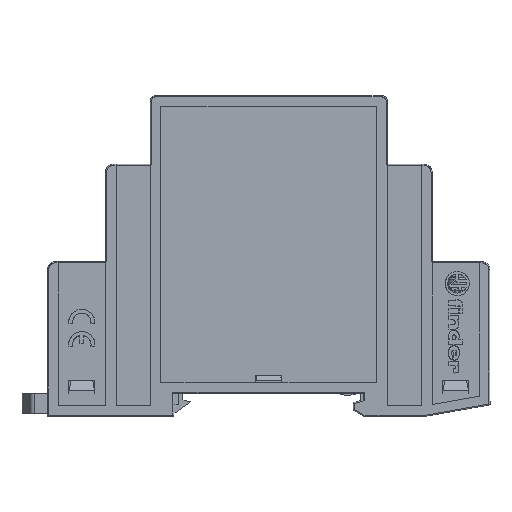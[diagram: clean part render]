
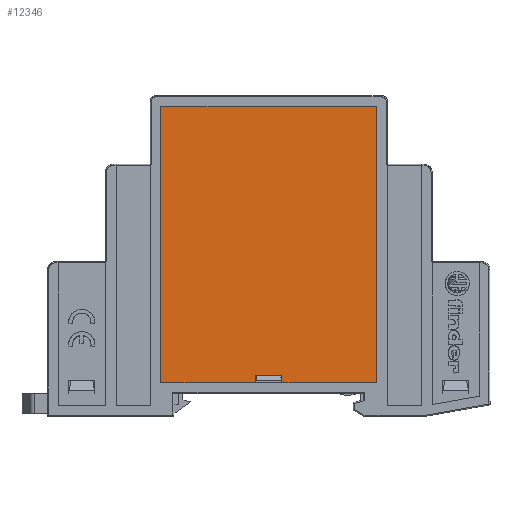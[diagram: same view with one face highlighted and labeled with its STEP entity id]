
A CAD part, left-side view. The second image highlights one B-rep face of the part: STEP entity #12346.
In plain terms, the highlighted planar face has unit normal (-1, 0, 0).
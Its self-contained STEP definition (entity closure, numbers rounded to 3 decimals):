
#810 = VERTEX_POINT ( 'NONE', #57012 ) ;
#1123 = B_SPLINE_CURVE_WITH_KNOTS ( 'NONE', 3,
 ( #51604, #10509, #5703, #5421 ),
 .UNSPECIFIED., .F., .F.,
 ( 4, 4 ),
 ( 0., 1. ),
 .UNSPECIFIED. ) ;
#3105 = ORIENTED_EDGE ( 'NONE', *, *, #22907, .T. ) ;
#3820 = ORIENTED_EDGE ( 'NONE', *, *, #25130, .T. ) ;
#3963 = CARTESIAN_POINT ( 'NONE',  ( -17.481, 28.532, -2. ) ) ;
#4280 = B_SPLINE_CURVE_WITH_KNOTS ( 'NONE', 3,
 ( #37993, #32573, #18833, #28082 ),
 .UNSPECIFIED., .F., .F.,
 ( 4, 4 ),
 ( 0., 1. ),
 .UNSPECIFIED. ) ;
#5421 = CARTESIAN_POINT ( 'NONE',  ( -17.481, 10.532, -53. ) ) ;
#5703 = CARTESIAN_POINT ( 'NONE',  ( -17.481, 10.532, -53.5 ) ) ;
#8482 = CARTESIAN_POINT ( 'NONE',  ( -17.481, 28.532, -19.5 ) ) ;
#9421 = CARTESIAN_POINT ( 'NONE',  ( -17.481, -12.468, -54.5 ) ) ;
#10509 = CARTESIAN_POINT ( 'NONE',  ( -17.481, 10.532, -54. ) ) ;
#11660 = CARTESIAN_POINT ( 'NONE',  ( -17.481, 5.532, -54.5 ) ) ;
#12346 = ADVANCED_FACE ( 'NONE', ( #22423 ), #16746, .T. ) ;
#13125 = DIRECTION ( 'NONE',  ( -1., 0., 0. ) ) ;
#13734 = CARTESIAN_POINT ( 'NONE',  ( -17.481, 5.532, -53. ) ) ;
#13794 = B_SPLINE_CURVE_WITH_KNOTS ( 'NONE', 3,
 ( #3963, #8482, #39972, #35188 ),
 .UNSPECIFIED., .F., .F.,
 ( 4, 4 ),
 ( 0., 1. ),
 .UNSPECIFIED. ) ;
#14028 = CARTESIAN_POINT ( 'NONE',  ( -17.481, 8.865, -53. ) ) ;
#16399 = AXIS2_PLACEMENT_3D ( 'NONE', #21836, #13125, #44000 ) ;
#16539 = ORIENTED_EDGE ( 'NONE', *, *, #51658, .T. ) ;
#16611 = ORIENTED_EDGE ( 'NONE', *, *, #42655, .T. ) ;
#16746 = PLANE ( 'NONE',  #16399 ) ;
#16905 = CARTESIAN_POINT ( 'NONE',  ( -17.481, 28.532, -2. ) ) ;
#17966 = CARTESIAN_POINT ( 'NONE',  ( -17.481, 16.532, -54.5 ) ) ;
#18833 = CARTESIAN_POINT ( 'NONE',  ( -17.481, -6.468, -54.5 ) ) ;
#18962 = VERTEX_POINT ( 'NONE', #48846 ) ;
#19446 = B_SPLINE_CURVE_WITH_KNOTS ( 'NONE', 3,
 ( #31424, #49734, #17966, #53953 ),
 .UNSPECIFIED., .F., .F.,
 ( 4, 4 ),
 ( 0., 1. ),
 .UNSPECIFIED. ) ;
#20017 = CARTESIAN_POINT ( 'NONE',  ( -17.481, 5.532, -53. ) ) ;
#20537 = CARTESIAN_POINT ( 'NONE',  ( -17.481, 1.199, -2. ) ) ;
#21836 = CARTESIAN_POINT ( 'NONE',  ( -17.481, -33.969, -60.801 ) ) ;
#22423 = FACE_OUTER_BOUND ( 'NONE', #35524, .T. ) ;
#22447 = CARTESIAN_POINT ( 'NONE',  ( -17.481, 7.199, -53. ) ) ;
#22907 = EDGE_CURVE ( 'NONE', #52342, #41126, #4280, .T. ) ;
#23144 = ORIENTED_EDGE ( 'NONE', *, *, #47192, .T. ) ;
#25006 = CARTESIAN_POINT ( 'NONE',  ( -17.481, -12.468, -2. ) ) ;
#25130 = EDGE_CURVE ( 'NONE', #28484, #34299, #40256, .T. ) ;
#25195 = EDGE_CURVE ( 'NONE', #48517, #810, #19446, .T. ) ;
#26040 = CARTESIAN_POINT ( 'NONE',  ( -17.481, 5.532, -53. ) ) ;
#28082 = CARTESIAN_POINT ( 'NONE',  ( -17.481, -12.468, -54.5 ) ) ;
#28484 = VERTEX_POINT ( 'NONE', #40435 ) ;
#28573 = CARTESIAN_POINT ( 'NONE',  ( -17.481, -12.468, -2. ) ) ;
#29632 = VERTEX_POINT ( 'NONE', #47682 ) ;
#31214 = CARTESIAN_POINT ( 'NONE',  ( -17.481, 5.532, -54.5 ) ) ;
#31424 = CARTESIAN_POINT ( 'NONE',  ( -17.481, 28.532, -54.5 ) ) ;
#32477 = ORIENTED_EDGE ( 'NONE', *, *, #25195, .T. ) ;
#32533 = ORIENTED_EDGE ( 'NONE', *, *, #35235, .T. ) ;
#32573 = CARTESIAN_POINT ( 'NONE',  ( -17.481, -0.468, -54.5 ) ) ;
#33442 = B_SPLINE_CURVE_WITH_KNOTS ( 'NONE', 3,
 ( #26040, #43446, #52760, #11660 ),
 .UNSPECIFIED., .F., .F.,
 ( 4, 4 ),
 ( 0., 1. ),
 .UNSPECIFIED. ) ;
#33809 = ORIENTED_EDGE ( 'NONE', *, *, #36267, .T. ) ;
#34299 = VERTEX_POINT ( 'NONE', #20017 ) ;
#35188 = CARTESIAN_POINT ( 'NONE',  ( -17.481, 28.532, -54.5 ) ) ;
#35235 = EDGE_CURVE ( 'NONE', #41126, #18962, #42866, .T. ) ;
#35524 = EDGE_LOOP ( 'NONE', ( #32477, #16611, #3820, #16539, #3105, #32533, #23144, #33809 ) ) ;
#36267 = EDGE_CURVE ( 'NONE', #29632, #48517, #13794, .T. ) ;
#37993 = CARTESIAN_POINT ( 'NONE',  ( -17.481, 5.532, -54.5 ) ) ;
#39972 = CARTESIAN_POINT ( 'NONE',  ( -17.481, 28.532, -37. ) ) ;
#40256 = B_SPLINE_CURVE_WITH_KNOTS ( 'NONE', 3,
 ( #50618, #14028, #22447, #13734 ),
 .UNSPECIFIED., .F., .F.,
 ( 4, 4 ),
 ( 0., 1. ),
 .UNSPECIFIED. ) ;
#40435 = CARTESIAN_POINT ( 'NONE',  ( -17.481, 10.532, -53. ) ) ;
#41126 = VERTEX_POINT ( 'NONE', #53592 ) ;
#42068 = CARTESIAN_POINT ( 'NONE',  ( -17.481, -12.468, -19.5 ) ) ;
#42578 = CARTESIAN_POINT ( 'NONE',  ( -17.481, 28.532, -54.5 ) ) ;
#42655 = EDGE_CURVE ( 'NONE', #810, #28484, #1123, .T. ) ;
#42866 = B_SPLINE_CURVE_WITH_KNOTS ( 'NONE', 3,
 ( #9421, #54722, #42068, #28573 ),
 .UNSPECIFIED., .F., .F.,
 ( 4, 4 ),
 ( 0., 1. ),
 .UNSPECIFIED. ) ;
#43446 = CARTESIAN_POINT ( 'NONE',  ( -17.481, 5.532, -53.5 ) ) ;
#44000 = DIRECTION ( 'NONE',  ( 0., 0., 1. ) ) ;
#47192 = EDGE_CURVE ( 'NONE', #18962, #29632, #56755, .T. ) ;
#47682 = CARTESIAN_POINT ( 'NONE',  ( -17.481, 28.532, -2. ) ) ;
#48517 = VERTEX_POINT ( 'NONE', #42578 ) ;
#48846 = CARTESIAN_POINT ( 'NONE',  ( -17.481, -12.468, -2. ) ) ;
#49734 = CARTESIAN_POINT ( 'NONE',  ( -17.481, 22.532, -54.5 ) ) ;
#50618 = CARTESIAN_POINT ( 'NONE',  ( -17.481, 10.532, -53. ) ) ;
#51604 = CARTESIAN_POINT ( 'NONE',  ( -17.481, 10.532, -54.5 ) ) ;
#51658 = EDGE_CURVE ( 'NONE', #34299, #52342, #33442, .T. ) ;
#52342 = VERTEX_POINT ( 'NONE', #31214 ) ;
#52760 = CARTESIAN_POINT ( 'NONE',  ( -17.481, 5.532, -54. ) ) ;
#53592 = CARTESIAN_POINT ( 'NONE',  ( -17.481, -12.468, -54.5 ) ) ;
#53953 = CARTESIAN_POINT ( 'NONE',  ( -17.481, 10.532, -54.5 ) ) ;
#54722 = CARTESIAN_POINT ( 'NONE',  ( -17.481, -12.468, -37. ) ) ;
#56755 = B_SPLINE_CURVE_WITH_KNOTS ( 'NONE', 3,
 ( #25006, #20537, #58026, #16905 ),
 .UNSPECIFIED., .F., .F.,
 ( 4, 4 ),
 ( 0., 1. ),
 .UNSPECIFIED. ) ;
#57012 = CARTESIAN_POINT ( 'NONE',  ( -17.481, 10.532, -54.5 ) ) ;
#58026 = CARTESIAN_POINT ( 'NONE',  ( -17.481, 14.865, -2. ) ) ;
